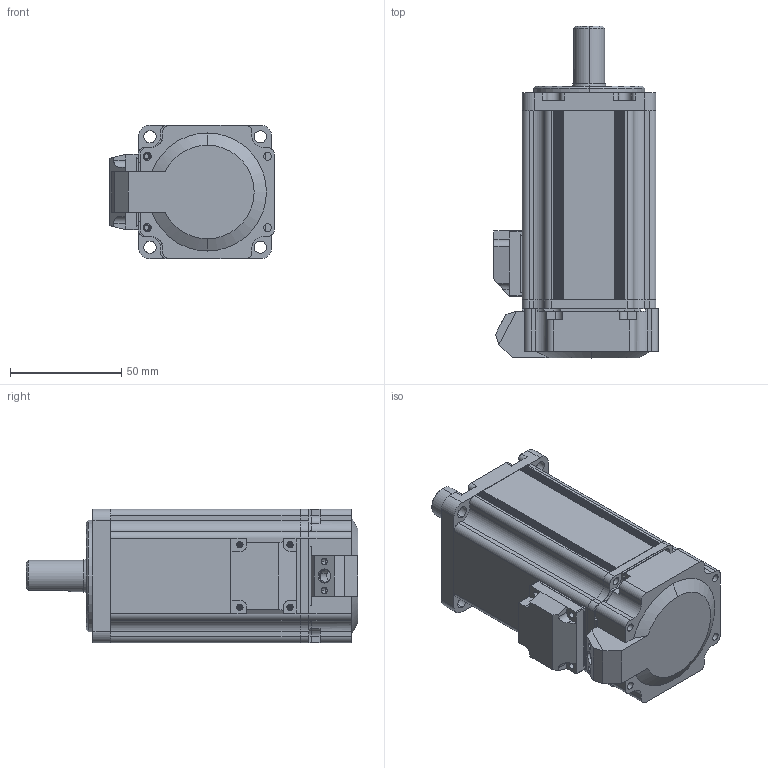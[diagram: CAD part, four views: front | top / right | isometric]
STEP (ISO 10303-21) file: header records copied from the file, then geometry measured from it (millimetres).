
FILE_DESCRIPTION (( 'STEP AP203' ), '1' );
FILE_NAME ('MS6H-60C30B1-20P4.STEP', '2019-10-21T06:47:07', ( '' ), ( '' ), 'SwSTEP 2.0', 'SolidWorks 2016', '' );
FILE_SCHEMA (( 'CONFIG_CONTROL_DESIGN' ));
Length unit declared in the file: millimetre
Products named in the file (1): MS6H-60C30B1-20P4
Bounding box: 73.8 x 149 x 60 mm (x, y, z)
Surface area: 47655 mm2 (no closed solid volume)
Topology: 0 solids, 12 shells, 399 faces, 1368 edges, 982 vertices
Faces by surface type: cylinder 241, plane 147, cone 11
Entity records: 15209 total; most frequent: CARTESIAN_POINT 2800, DIRECTION 2795, ORIENTED_EDGE 2270, EDGE_CURVE 1368, AXIS2_PLACEMENT_3D 1035, VERTEX_POINT 982, VECTOR 725, LINE 725
